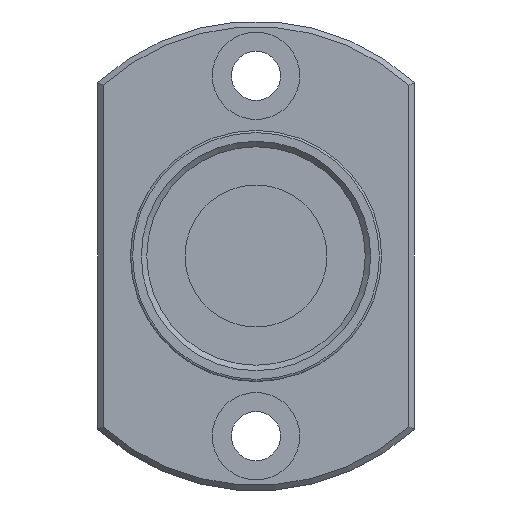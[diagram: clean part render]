
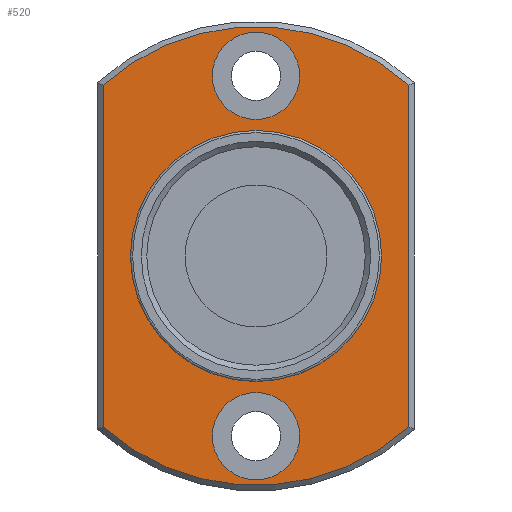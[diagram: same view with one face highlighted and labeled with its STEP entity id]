
A CAD part, front view. The second image highlights one B-rep face of the part: STEP entity #520.
In plain terms, the highlighted planar face has unit normal (0, -1, 0).
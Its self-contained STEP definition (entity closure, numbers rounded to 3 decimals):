
#75=CARTESIAN_POINT('',(14.,-16.,15.652));
#76=VERTEX_POINT('',#75);
#83=CARTESIAN_POINT('',(14.,-16.,-15.652));
#84=VERTEX_POINT('',#83);
#85=CARTESIAN_POINT('',(14.,-16.,15.652));
#86=DIRECTION('',(0.0,0.0,-1.0));
#87=VECTOR('',#86,31.305);
#88=LINE('',#85,#87);
#89=EDGE_CURVE('',#76,#84,#88,.T.);
#123=CARTESIAN_POINT('',(-14.,-16.,15.652));
#124=VERTEX_POINT('',#123);
#131=CARTESIAN_POINT('',(0.0,-16.,0.0));
#132=DIRECTION('',(0.0,-1.0,0.0));
#133=DIRECTION('',(1.0,0.0,0.0));
#134=AXIS2_PLACEMENT_3D('',#131,#132,#133);
#135=CIRCLE('',#134,21.);
#136=EDGE_CURVE('',#76,#124,#135,.T.);
#243=CARTESIAN_POINT('',(-14.,-16.,-15.652));
#244=VERTEX_POINT('',#243);
#251=CARTESIAN_POINT('',(-14.,-16.,-15.652));
#252=DIRECTION('',(0.0,0.0,1.0));
#253=VECTOR('',#252,31.305);
#254=LINE('',#251,#253);
#255=EDGE_CURVE('',#244,#124,#254,.T.);
#273=CARTESIAN_POINT('',(0.0,-16.,0.0));
#274=DIRECTION('',(0.0,-1.0,0.0));
#275=DIRECTION('',(1.0,0.0,0.0));
#276=AXIS2_PLACEMENT_3D('',#273,#274,#275);
#277=CIRCLE('',#276,21.);
#278=EDGE_CURVE('',#244,#84,#277,.T.);
#377=CARTESIAN_POINT('',(4.,-16.,-16.5));
#378=VERTEX_POINT('',#377);
#379=CARTESIAN_POINT('',(0.,-16.,-16.5));
#380=DIRECTION('',(0.0,1.0,0.0));
#381=DIRECTION('',(1.0,0.0,0.0));
#382=AXIS2_PLACEMENT_3D('',#379,#380,#381);
#383=CIRCLE('',#382,4.0);
#384=EDGE_CURVE('',#378,#378,#383,.T.);
#445=CARTESIAN_POINT('',(4.,-16.,16.5));
#446=VERTEX_POINT('',#445);
#447=CARTESIAN_POINT('',(0.,-16.,16.5));
#448=DIRECTION('',(0.0,1.0,0.0));
#449=DIRECTION('',(1.0,0.0,0.0));
#450=AXIS2_PLACEMENT_3D('',#447,#448,#449);
#451=CIRCLE('',#450,4.0);
#452=EDGE_CURVE('',#446,#446,#451,.T.);
#492=CARTESIAN_POINT('',(16.25,-16.,0.0));
#493=DIRECTION('',(0.0,-1.0,0.0));
#494=DIRECTION('',(0.0,0.0,-1.0));
#495=AXIS2_PLACEMENT_3D('',#492,#493,#494);
#496=PLANE('',#495);
#497=ORIENTED_EDGE('',*,*,#89,.F.);
#498=ORIENTED_EDGE('',*,*,#136,.T.);
#499=ORIENTED_EDGE('',*,*,#255,.F.);
#500=ORIENTED_EDGE('',*,*,#278,.T.);
#501=EDGE_LOOP('',(#497,#498,#499,#500));
#502=FACE_OUTER_BOUND('',#501,.T.);
#503=ORIENTED_EDGE('',*,*,#384,.T.);
#504=EDGE_LOOP('',(#503));
#505=FACE_BOUND('',#504,.T.);
#506=ORIENTED_EDGE('',*,*,#452,.T.);
#507=EDGE_LOOP('',(#506));
#508=FACE_BOUND('',#507,.T.);
#509=CARTESIAN_POINT('',(11.5,-16.,0.0));
#510=VERTEX_POINT('',#509);
#511=CARTESIAN_POINT('',(0.0,-16.,0.0));
#512=DIRECTION('',(0.0,-1.0,0.0));
#513=DIRECTION('',(1.0,0.0,0.0));
#514=AXIS2_PLACEMENT_3D('',#511,#512,#513);
#515=CIRCLE('',#514,11.5);
#516=EDGE_CURVE('',#510,#510,#515,.T.);
#517=ORIENTED_EDGE('',*,*,#516,.F.);
#518=EDGE_LOOP('',(#517));
#519=FACE_BOUND('',#518,.T.);
#520=ADVANCED_FACE('',(#502,#505,#508,#519),#496,.T.);
